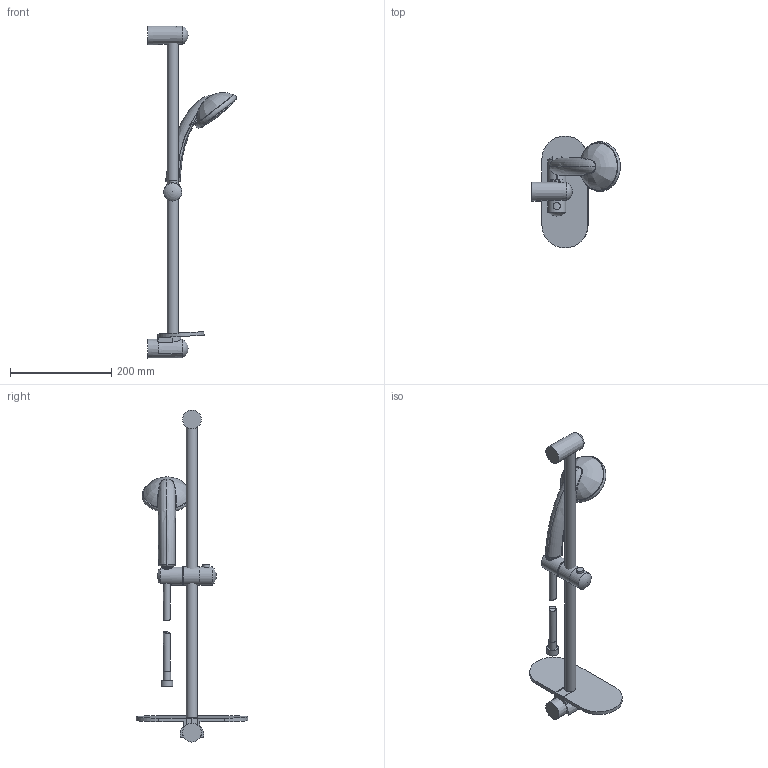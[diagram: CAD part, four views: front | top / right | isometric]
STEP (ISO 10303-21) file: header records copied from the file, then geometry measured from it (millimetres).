
FILE_DESCRIPTION(/* description */ ('Unknown'),/* implementation_level */ '2;1');
FILE_NAME(/* name */ '28436001',/* time_stamp */ '2022-09-06T10:23:49+02:00',/* author */ ('Unknown'),/* organization */ ('GROHE AG'),/* preprocessor_version */ 'ST-DEVELOPER v16.7',/* originating_system */ 'DEX',/* authorisation */ $);
FILE_SCHEMA (('AUTOMOTIVE_DESIGN {1 0 10303 214 3 1 1}'));
Length unit declared in the file: millimetre
Products named in the file (5): 28436001; 28436001_0; 28436001_1; id106
Assembly tree (4 placements, depth 2):
  28436001
    28436001
    28436001_0
    28436001_1
    id106
Bounding box: 175.89 x 221.71 x 657.32 mm (x, y, z)
Volume: 162837.3 mm3; surface area: 178196.9 mm2
Topology: 3 solids, 17 shells, 140 faces, 586 edges, 455 vertices
Faces by surface type: bspline 47, plane 37, cylinder 29, cone 14, sphere 8, torus 5
Full cylindrical faces by diameter (mm): 13.8 x2, 14 x1, 14.7 x2, 19.9 x1, 20.955 x1, 21.8 x1, 22.6 x1, 23 x1, 33.4 x1, 36 x3, 83 x1
Entity records: 9733 total; most frequent: CARTESIAN_POINT 5626, ORIENTED_EDGE 796, EDGE_CURVE 537, DIRECTION 468, VERTEX_POINT 441, B_SPLINE_CURVE_WITH_KNOTS 355, EDGE_LOOP 189, FACE_BOUND 189
